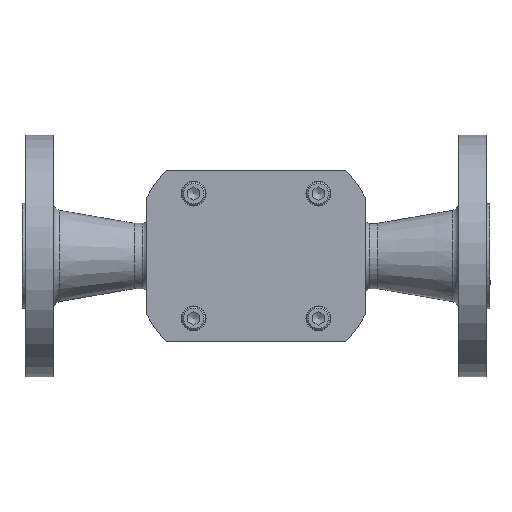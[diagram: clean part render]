
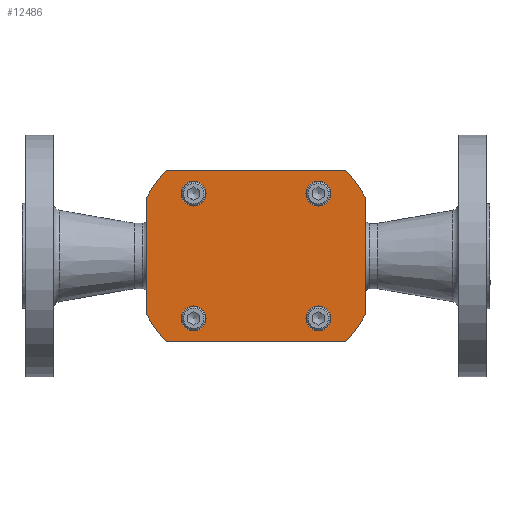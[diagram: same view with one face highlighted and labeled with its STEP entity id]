
A CAD part, front view. The second image highlights one B-rep face of the part: STEP entity #12486.
In plain terms, the highlighted planar face has unit normal (0, -1, 0).
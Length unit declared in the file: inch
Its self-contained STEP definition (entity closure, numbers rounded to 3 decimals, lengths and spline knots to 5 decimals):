
#12079=CARTESIAN_POINT('',(1.43511,0.,-1.375));
#12080=VERTEX_POINT('',#12079);
#12087=CARTESIAN_POINT('',(-1.43511,0.,-1.375));
#12088=VERTEX_POINT('',#12087);
#12089=CARTESIAN_POINT('',(-1.43511,0.,-1.375));
#12090=DIRECTION('',(1.0,0.0,0.0));
#12091=VECTOR('',#12090,2.87021);
#12092=LINE('',#12089,#12091);
#12093=EDGE_CURVE('',#12088,#12080,#12092,.T.);
#12134=CARTESIAN_POINT('',(-1.0,0.,0.8));
#12135=VERTEX_POINT('',#12134);
#12136=CARTESIAN_POINT('',(-1.0,0.,1.0));
#12137=DIRECTION('',(0.0,1.0,0.0));
#12138=DIRECTION('',(0.0,0.0,-1.0));
#12139=AXIS2_PLACEMENT_3D('',#12136,#12137,#12138);
#12140=CIRCLE('',#12139,0.2);
#12141=EDGE_CURVE('',#12135,#12135,#12140,.T.);
#12175=CARTESIAN_POINT('',(-0.8,0.,-1.));
#12176=VERTEX_POINT('',#12175);
#12177=CARTESIAN_POINT('',(-1.,0.,-1.));
#12178=DIRECTION('',(0.0,1.0,0.0));
#12179=DIRECTION('',(1.0,0.0,0.0));
#12180=AXIS2_PLACEMENT_3D('',#12177,#12178,#12179);
#12181=CIRCLE('',#12180,0.2);
#12182=EDGE_CURVE('',#12176,#12176,#12181,.T.);
#12224=CARTESIAN_POINT('',(1.,0.,-0.8));
#12225=VERTEX_POINT('',#12224);
#12226=CARTESIAN_POINT('',(1.,0.,-1.));
#12227=DIRECTION('',(0.0,1.0,0.0));
#12228=DIRECTION('',(0.0,0.0,1.0));
#12229=AXIS2_PLACEMENT_3D('',#12226,#12227,#12228);
#12230=CIRCLE('',#12229,0.2);
#12231=EDGE_CURVE('',#12225,#12225,#12230,.T.);
#12273=CARTESIAN_POINT('',(0.8,0.,1.));
#12274=VERTEX_POINT('',#12273);
#12275=CARTESIAN_POINT('',(1.,0.,1.));
#12276=DIRECTION('',(0.0,1.0,0.0));
#12277=DIRECTION('',(-1.0,0.0,0.0));
#12278=AXIS2_PLACEMENT_3D('',#12275,#12276,#12277);
#12279=CIRCLE('',#12278,0.2);
#12280=EDGE_CURVE('',#12274,#12274,#12279,.T.);
#12293=CARTESIAN_POINT('',(1.43511,0.,1.375));
#12294=VERTEX_POINT('',#12293);
#12301=CARTESIAN_POINT('',(1.75,0.,0.94216));
#12302=VERTEX_POINT('',#12301);
#12303=CARTESIAN_POINT('',(0.,0.,0.));
#12304=DIRECTION('',(0.,-1.0,0.));
#12305=DIRECTION('',(-0.722,0.,-0.692));
#12306=AXIS2_PLACEMENT_3D('',#12303,#12304,#12305);
#12307=CIRCLE('',#12306,1.9875);
#12308=EDGE_CURVE('',#12302,#12294,#12307,.T.);
#12325=CARTESIAN_POINT('',(-1.43511,0.,1.375));
#12326=VERTEX_POINT('',#12325);
#12333=CARTESIAN_POINT('',(1.43511,0.,1.375));
#12334=DIRECTION('',(-1.0,0.0,0.0));
#12335=VECTOR('',#12334,2.87021);
#12336=LINE('',#12333,#12335);
#12337=EDGE_CURVE('',#12294,#12326,#12336,.T.);
#12349=CARTESIAN_POINT('',(-1.75,0.,0.94216));
#12350=VERTEX_POINT('',#12349);
#12357=CARTESIAN_POINT('',(0.,0.,0.));
#12358=DIRECTION('',(0.,-1.0,0.));
#12359=DIRECTION('',(0.881,0.,-0.474));
#12360=AXIS2_PLACEMENT_3D('',#12357,#12358,#12359);
#12361=CIRCLE('',#12360,1.9875);
#12362=EDGE_CURVE('',#12326,#12350,#12361,.T.);
#12374=CARTESIAN_POINT('',(-1.75,0.,-0.94216));
#12375=VERTEX_POINT('',#12374);
#12382=CARTESIAN_POINT('',(-1.75,0.,0.94216));
#12383=DIRECTION('',(0.0,0.0,-1.0));
#12384=VECTOR('',#12383,1.88431);
#12385=LINE('',#12382,#12384);
#12386=EDGE_CURVE('',#12350,#12375,#12385,.T.);
#12402=CARTESIAN_POINT('',(0.,0.,0.));
#12403=DIRECTION('',(0.,-1.,0.));
#12404=DIRECTION('',(0.722,0.,0.692));
#12405=AXIS2_PLACEMENT_3D('',#12402,#12403,#12404);
#12406=CIRCLE('',#12405,1.9875);
#12407=EDGE_CURVE('',#12375,#12088,#12406,.T.);
#12419=CARTESIAN_POINT('',(1.75,0.,-0.94216));
#12420=VERTEX_POINT('',#12419);
#12427=CARTESIAN_POINT('',(0.,0.,0.));
#12428=DIRECTION('',(0.,-1.0,0.));
#12429=DIRECTION('',(-0.881,0.,0.474));
#12430=AXIS2_PLACEMENT_3D('',#12427,#12428,#12429);
#12431=CIRCLE('',#12430,1.9875);
#12432=EDGE_CURVE('',#12080,#12420,#12431,.T.);
#12445=CARTESIAN_POINT('',(1.75,0.,-0.94216));
#12446=DIRECTION('',(0.0,0.0,1.0));
#12447=VECTOR('',#12446,1.88431);
#12448=LINE('',#12445,#12447);
#12449=EDGE_CURVE('',#12420,#12302,#12448,.T.);
#12459=CARTESIAN_POINT('',(0.,0.,0.));
#12460=DIRECTION('',(0.0,1.0,0.0));
#12461=DIRECTION('',(0.0,0.0,-1.0));
#12462=AXIS2_PLACEMENT_3D('',#12459,#12460,#12461);
#12463=PLANE('',#12462);
#12464=ORIENTED_EDGE('',*,*,#12449,.T.);
#12465=ORIENTED_EDGE('',*,*,#12308,.T.);
#12466=ORIENTED_EDGE('',*,*,#12337,.T.);
#12467=ORIENTED_EDGE('',*,*,#12362,.T.);
#12468=ORIENTED_EDGE('',*,*,#12386,.T.);
#12469=ORIENTED_EDGE('',*,*,#12407,.T.);
#12470=ORIENTED_EDGE('',*,*,#12093,.T.);
#12471=ORIENTED_EDGE('',*,*,#12432,.T.);
#12472=EDGE_LOOP('',(#12464,#12465,#12466,#12467,#12468,#12469,#12470,#12471));
#12473=FACE_OUTER_BOUND('',#12472,.T.);
#12474=ORIENTED_EDGE('',*,*,#12141,.T.);
#12475=EDGE_LOOP('',(#12474));
#12476=FACE_BOUND('',#12475,.T.);
#12477=ORIENTED_EDGE('',*,*,#12182,.T.);
#12478=EDGE_LOOP('',(#12477));
#12479=FACE_BOUND('',#12478,.T.);
#12480=ORIENTED_EDGE('',*,*,#12231,.T.);
#12481=EDGE_LOOP('',(#12480));
#12482=FACE_BOUND('',#12481,.T.);
#12483=ORIENTED_EDGE('',*,*,#12280,.T.);
#12484=EDGE_LOOP('',(#12483));
#12485=FACE_BOUND('',#12484,.T.);
#12486=ADVANCED_FACE('',(#12473,#12476,#12479,#12482,#12485),#12463,.F.);
